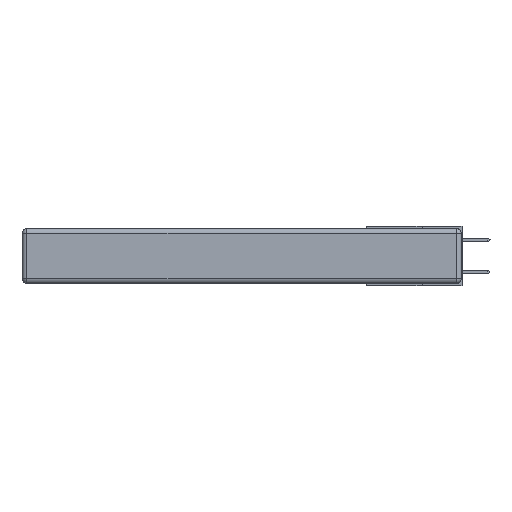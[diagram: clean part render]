
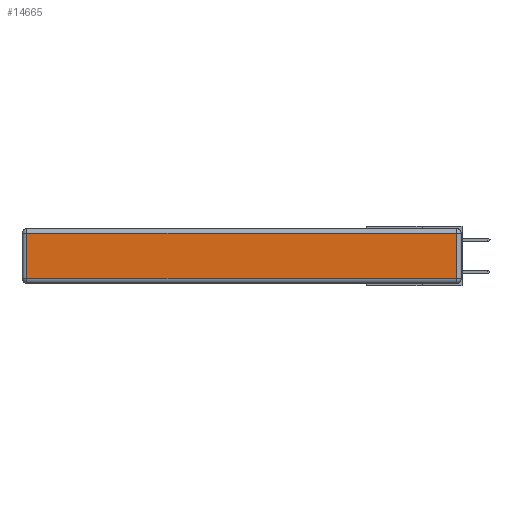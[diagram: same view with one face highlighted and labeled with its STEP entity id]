
A CAD part, left-side view. The second image highlights one B-rep face of the part: STEP entity #14665.
In plain terms, the highlighted planar face has unit normal (-1, 0, 0).
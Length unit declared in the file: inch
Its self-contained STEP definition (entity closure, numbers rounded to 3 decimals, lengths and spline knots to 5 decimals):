
#941 = VERTEX_POINT ( 'NONE', #10484 ) ;
#1009 = EDGE_CURVE ( 'NONE', #941, #8221, #16371, .T. ) ;
#2268 = DIRECTION ( 'NONE',  ( 0., 0., 1. ) ) ;
#2297 = CARTESIAN_POINT ( 'NONE',  ( 0., 0., -0.313 ) ) ;
#2826 = CARTESIAN_POINT ( 'NONE',  ( 0., 2.75, -0.03 ) ) ;
#3114 = ORIENTED_EDGE ( 'NONE', *, *, #14681, .T. ) ;
#4475 = DIRECTION ( 'NONE',  ( 0., 1., 0. ) ) ;
#4617 = CARTESIAN_POINT ( 'NONE',  ( 0., 2.72, -0.343 ) ) ;
#4793 = VECTOR ( 'NONE', #4475, 39.37008 ) ;
#4814 = DIRECTION ( 'NONE',  ( 0., 0., 1. ) ) ;
#6054 = CARTESIAN_POINT ( 'NONE',  ( 0., 0., -0.343 ) ) ;
#7057 = EDGE_LOOP ( 'NONE', ( #8059, #3114, #7296, #8258 ) ) ;
#7296 = ORIENTED_EDGE ( 'NONE', *, *, #10091, .T. ) ;
#8059 = ORIENTED_EDGE ( 'NONE', *, *, #1009, .T. ) ;
#8123 = FACE_OUTER_BOUND ( 'NONE', #7057, .T. ) ;
#8170 = VECTOR ( 'NONE', #12255, 39.37008 ) ;
#8221 = VERTEX_POINT ( 'NONE', #10466 ) ;
#8258 = ORIENTED_EDGE ( 'NONE', *, *, #11296, .T. ) ;
#8520 = VECTOR ( 'NONE', #2268, 39.37008 ) ;
#9023 = LINE ( 'NONE', #2826, #4793 ) ;
#10091 = EDGE_CURVE ( 'NONE', #10631, #12823, #9023, .T. ) ;
#10131 = LINE ( 'NONE', #13817, #8520 ) ;
#10466 = CARTESIAN_POINT ( 'NONE',  ( 0., 0.03, -0.313 ) ) ;
#10484 = CARTESIAN_POINT ( 'NONE',  ( 0., 2.72, -0.313 ) ) ;
#10631 = VERTEX_POINT ( 'NONE', #14006 ) ;
#11296 = EDGE_CURVE ( 'NONE', #12823, #941, #13035, .T. ) ;
#12255 = DIRECTION ( 'NONE',  ( 0., 0., -1. ) ) ;
#12446 = DIRECTION ( 'NONE',  ( -1., 0., 0. ) ) ;
#12823 = VERTEX_POINT ( 'NONE', #15786 ) ;
#13035 = LINE ( 'NONE', #4617, #8170 ) ;
#13350 = VECTOR ( 'NONE', #16388, 39.37008 ) ;
#13817 = CARTESIAN_POINT ( 'NONE',  ( 0., 0.03, -0.343 ) ) ;
#13826 = AXIS2_PLACEMENT_3D ( 'NONE', #6054, #12446, #4814 ) ;
#13872 = PLANE ( 'NONE',  #13826 ) ;
#14006 = CARTESIAN_POINT ( 'NONE',  ( 0., 0.03, -0.03 ) ) ;
#14665 = ADVANCED_FACE ( 'NONE', ( #8123 ), #13872, .T. ) ;
#14681 = EDGE_CURVE ( 'NONE', #8221, #10631, #10131, .T. ) ;
#15786 = CARTESIAN_POINT ( 'NONE',  ( 0., 2.72, -0.03 ) ) ;
#16371 = LINE ( 'NONE', #2297, #13350 ) ;
#16388 = DIRECTION ( 'NONE',  ( 0., -1., 0. ) ) ;
